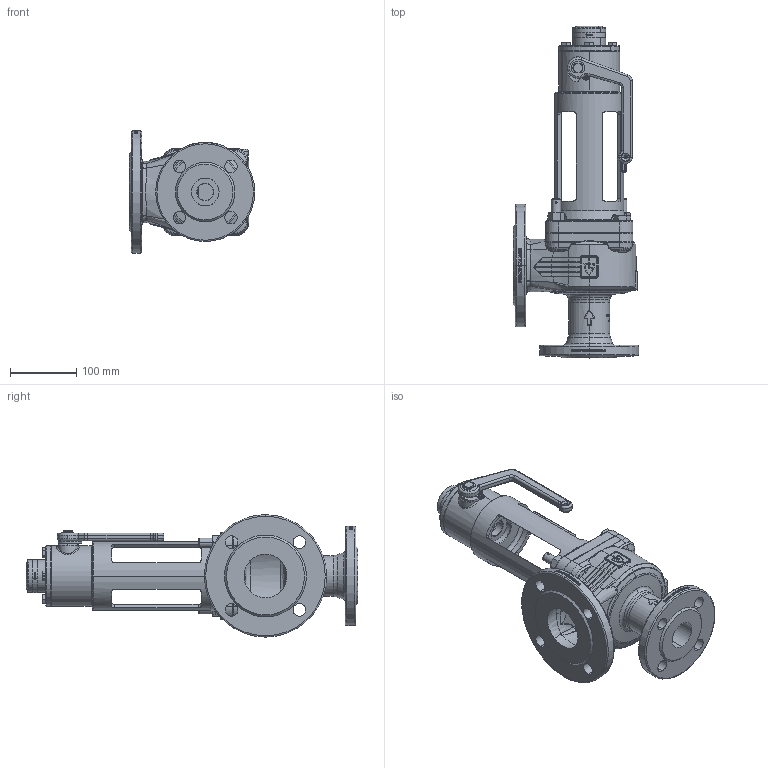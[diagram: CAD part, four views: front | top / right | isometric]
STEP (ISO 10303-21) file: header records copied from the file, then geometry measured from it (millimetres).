
FILE_DESCRIPTION (( 'STEP AP214' ), '1' );
FILE_NAME ('355SGL_40_FLFL_4065 MD.STEP', '2020-08-11T06:40:06', ( '' ), ( '' ), 'SwSTEP 2.0', 'SolidWorks 2020', '' );
FILE_SCHEMA (( 'AUTOMOTIVE_DESIGN' ));
Length unit declared in the file: millimetre
Products named in the file (1): 355SGL_40_FLFL_4065 MD
Bounding box: 190 x 502.5 x 185 mm (x, y, z)
Volume: 2297020.4 mm3; surface area: 518341.9 mm2
Topology: 22 solids, 22 shells, 2423 faces, 6493 edges, 4287 vertices
Faces by surface type: bspline 769, cylinder 622, plane 603, cone 255, torus 166, sphere 8
Entity records: 180736 total; most frequent: CARTESIAN_POINT 98968, ORIENTED_EDGE 12876, DIRECTION 9364, EDGE_CURVE 6438, VERTEX_POINT 4286, AXIS2_PLACEMENT_3D 3778, EDGE_LOOP 2738, UNCERTAINTY_MEASURE_WITH_UNIT 2440
